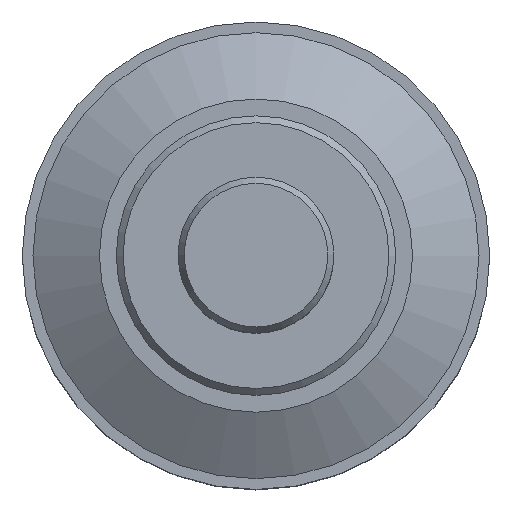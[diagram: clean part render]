
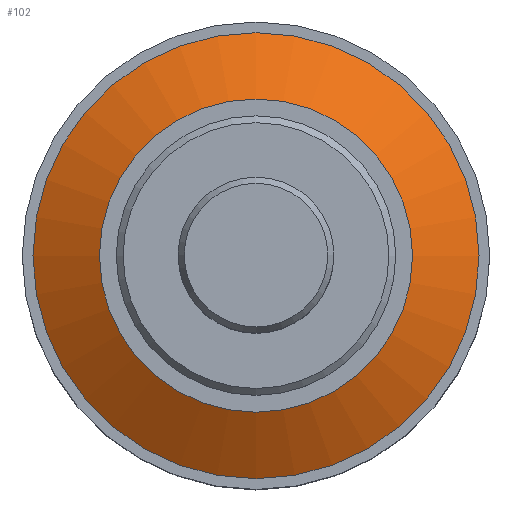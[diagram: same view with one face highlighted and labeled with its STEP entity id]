
A CAD part, top view. The second image highlights one B-rep face of the part: STEP entity #102.
In plain terms, the highlighted conical face has half-angle 59.621 degrees and reference radius 8.038 mm.
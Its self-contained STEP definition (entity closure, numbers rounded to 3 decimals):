
#62=CONICAL_SURFACE('',#258,8.038,59.621);
#73=FACE_BOUND('',#135,.T.);
#74=FACE_BOUND('',#136,.T.);
#102=ADVANCED_FACE('',(#73,#74),#62,.T.);
#135=EDGE_LOOP('',(#169));
#136=EDGE_LOOP('',(#170));
#169=ORIENTED_EDGE('',*,*,#217,.T.);
#170=ORIENTED_EDGE('',*,*,#216,.F.);
#199=VERTEX_POINT('',#371);
#200=VERTEX_POINT('',#374);
#216=EDGE_CURVE('',#199,#199,#233,.T.);
#217=EDGE_CURVE('',#200,#200,#234,.T.);
#233=CIRCLE('',#255,8.038);
#234=CIRCLE('',#257,11.449);
#255=AXIS2_PLACEMENT_3D('',#370,#301,#302);
#257=AXIS2_PLACEMENT_3D('',#373,#305,#306);
#258=AXIS2_PLACEMENT_3D('',#375,#307,#308);
#301=DIRECTION('',(0.,0.,1.));
#302=DIRECTION('',(1.,0.,0.));
#305=DIRECTION('',(0.,0.,1.));
#306=DIRECTION('',(1.,0.,0.));
#307=DIRECTION('',(0.,0.,-1.));
#308=DIRECTION('',(-1.,0.,0.));
#370=CARTESIAN_POINT('',(0.,0.,-1.372));
#371=CARTESIAN_POINT('',(8.038,0.,-1.372));
#373=CARTESIAN_POINT('',(0.,0.,-3.372));
#374=CARTESIAN_POINT('',(11.449,0.,-3.372));
#375=CARTESIAN_POINT('',(0.,0.,-1.372));
